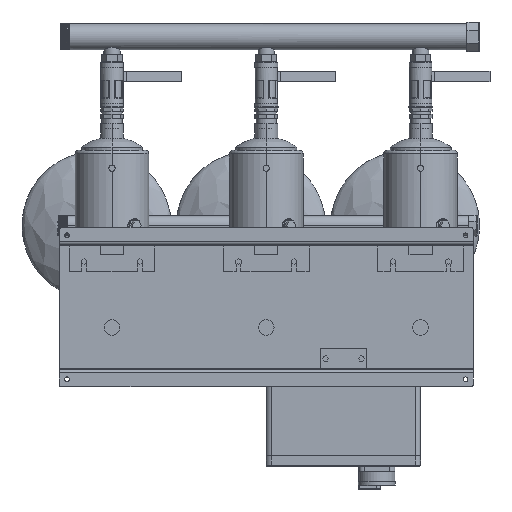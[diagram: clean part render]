
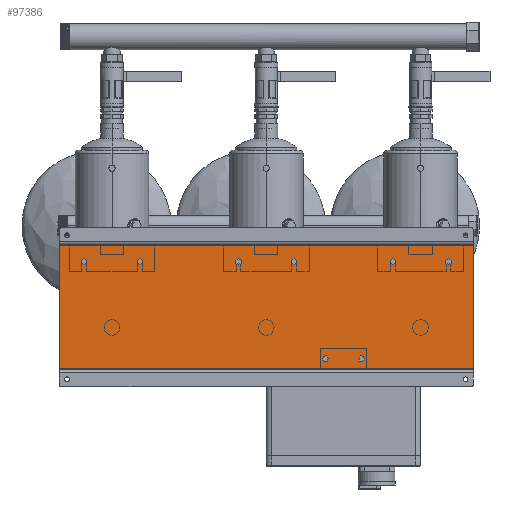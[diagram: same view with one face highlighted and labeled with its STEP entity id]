
A CAD part, front view. The second image highlights one B-rep face of the part: STEP entity #97386.
In plain terms, the highlighted planar face has unit normal (0, -1, 0).
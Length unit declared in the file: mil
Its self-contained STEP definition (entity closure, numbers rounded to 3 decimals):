
#5455 = LINE ( 'NONE', #75613, #43520 ) ;
#8016 = FACE_OUTER_BOUND ( 'NONE', #26485, .T. ) ;
#17217 = ORIENTED_EDGE ( 'NONE', *, *, #96052, .F. ) ;
#21597 = PLANE ( 'NONE',  #82375 ) ;
#22620 = LINE ( 'NONE', #30142, #53729 ) ;
#26485 = EDGE_LOOP ( 'NONE', ( #90606, #17217, #92718, #41217 ) ) ;
#29602 = DIRECTION ( 'NONE',  ( 0., 1., 0. ) ) ;
#30142 = CARTESIAN_POINT ( 'NONE',  ( 15846.457, 2047.244, 4724.409 ) ) ;
#31926 = CARTESIAN_POINT ( 'NONE',  ( 15846.457, 2047.244, -4724.409 ) ) ;
#41217 = ORIENTED_EDGE ( 'NONE', *, *, #56730, .T. ) ;
#41657 = CARTESIAN_POINT ( 'NONE',  ( -15846.457, 2047.244, 4724.409 ) ) ;
#42267 = VERTEX_POINT ( 'NONE', #74535 ) ;
#42776 = VECTOR ( 'NONE', #69961, 39370.079 ) ;
#43520 = VECTOR ( 'NONE', #83164, 39370.079 ) ;
#43977 = DIRECTION ( 'NONE',  ( 0., 0., -1. ) ) ;
#47462 = LINE ( 'NONE', #31926, #42776 ) ;
#47507 = CARTESIAN_POINT ( 'NONE',  ( 15846.457, 2047.244, -4724.409 ) ) ;
#53231 = DIRECTION ( 'NONE',  ( -1., 0., 0. ) ) ;
#53729 = VECTOR ( 'NONE', #53231, 39370.079 ) ;
#55804 = VECTOR ( 'NONE', #43977, 39370.079 ) ;
#56032 = VERTEX_POINT ( 'NONE', #67242 ) ;
#56730 = EDGE_CURVE ( 'NONE', #42267, #82809, #22620, .T. ) ;
#56942 = EDGE_CURVE ( 'NONE', #42267, #85631, #5455, .T. ) ;
#57550 = CARTESIAN_POINT ( 'NONE',  ( -15846.457, 2047.244, -4724.409 ) ) ;
#60704 = DIRECTION ( 'NONE',  ( 1., 0., 0. ) ) ;
#63140 = EDGE_CURVE ( 'NONE', #82809, #56032, #88613, .T. ) ;
#67242 = CARTESIAN_POINT ( 'NONE',  ( -15846.457, 2047.244, -4724.409 ) ) ;
#69961 = DIRECTION ( 'NONE',  ( -1., 0., 0. ) ) ;
#74535 = CARTESIAN_POINT ( 'NONE',  ( 15846.457, 2047.244, 4724.409 ) ) ;
#75613 = CARTESIAN_POINT ( 'NONE',  ( 15846.457, 2047.244, 4724.409 ) ) ;
#82375 = AXIS2_PLACEMENT_3D ( 'NONE', #82749, #29602, #60704 ) ;
#82749 = CARTESIAN_POINT ( 'NONE',  ( 15846.457, 2047.244, -4724.409 ) ) ;
#82809 = VERTEX_POINT ( 'NONE', #41657 ) ;
#83164 = DIRECTION ( 'NONE',  ( 0., 0., -1. ) ) ;
#85631 = VERTEX_POINT ( 'NONE', #47507 ) ;
#88613 = LINE ( 'NONE', #57550, #55804 ) ;
#90606 = ORIENTED_EDGE ( 'NONE', *, *, #63140, .T. ) ;
#92718 = ORIENTED_EDGE ( 'NONE', *, *, #56942, .F. ) ;
#96052 = EDGE_CURVE ( 'NONE', #85631, #56032, #47462, .T. ) ;
#97386 = ADVANCED_FACE ( 'NONE', ( #8016 ), #21597, .F. ) ;
